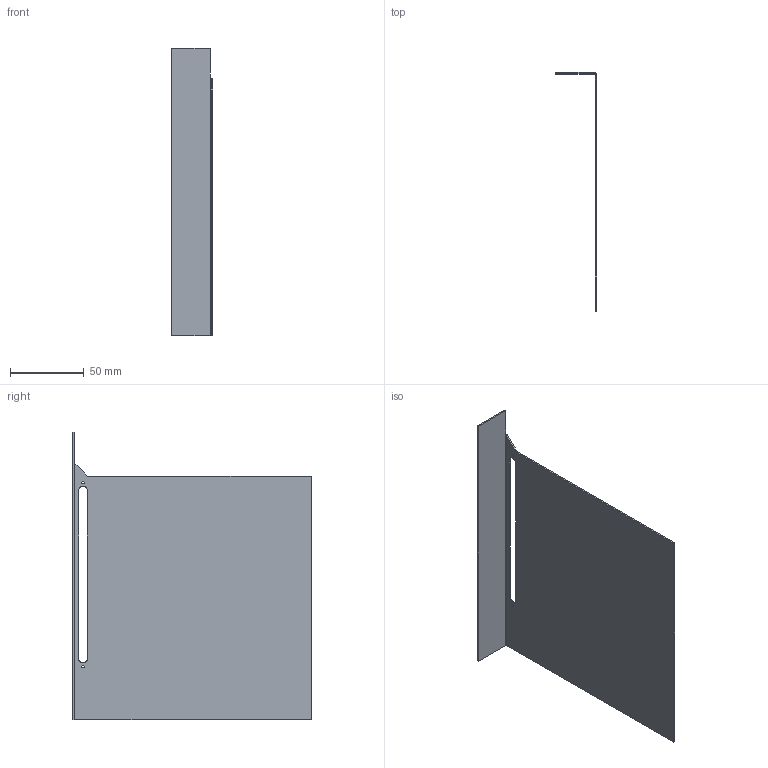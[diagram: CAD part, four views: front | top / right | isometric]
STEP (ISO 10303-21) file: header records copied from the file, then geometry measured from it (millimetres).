
FILE_DESCRIPTION (( 'STEP AP203' ), '1' );
FILE_NAME ('Inside_Wall.STEP', '2023-04-26T10:57:11', ( '' ), ( '' ), 'SwSTEP 2.0', 'SolidWorks 2018', '' );
FILE_SCHEMA (( 'CONFIG_CONTROL_DESIGN' ));
Length unit declared in the file: millimetre
Products named in the file (1): Inside_Wall
Bounding box: 28 x 162.15 x 195.5 mm (x, y, z)
Volume: 31350 mm3; surface area: 63719.5 mm2
Topology: 1 solids, 1 shells, 27 faces, 67 edges, 42 vertices
Faces by surface type: plane 15, cylinder 10, bspline 2
Entity records: 943 total; most frequent: CARTESIAN_POINT 213, ORIENTED_EDGE 134, DIRECTION 133, EDGE_CURVE 67, LINE 45, VECTOR 45, AXIS2_PLACEMENT_3D 44, VERTEX_POINT 42
